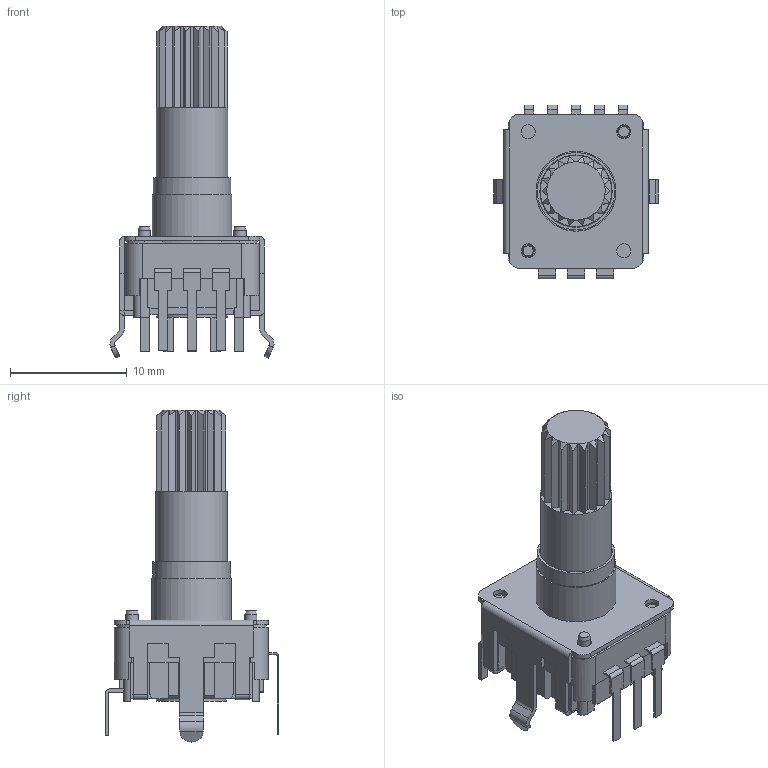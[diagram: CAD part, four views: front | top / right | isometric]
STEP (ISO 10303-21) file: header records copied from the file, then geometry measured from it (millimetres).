
FILE_DESCRIPTION(/* description */ ('STEP AP214'),/* implementation_level */ '2;1');
FILE_NAME(/* name */ '6048fe2f2665a0157de81992',/* time_stamp */ '2021-03-10T17:13:21+00:00',/* author */ (''),/* organization */ (''),/* preprocessor_version */ 'ST-DEVELOPER v18.1',/* originating_system */ ' ',/* authorisation */ ' ');
FILE_SCHEMA (('AUTOMOTIVE_DESIGN {1 0 10303 214 3 1 1}'));
Length unit declared in the file: metre
Products named in the file (2): PEL12T-4225S; DC12S24214KM02
Assembly tree (1 placements, depth 2):
  PEL12T-4225S
    DC12S24214KM02
Bounding box: 14.05 x 14.89 x 28.44 mm (x, y, z)
Volume: 1253 mm3; surface area: 2481.4 mm2
Topology: 1 solids, 1 shells, 800 faces, 2278 edges, 1477 vertices
Faces by surface type: plane 575, cylinder 210, bspline 8, cone 6, torus 1
Full cylindrical faces by diameter (mm): 0.6 x3, 1.031 x1, 1.067 x1, 1.2 x4, 1.3 x4, 5.5 x1, 6 x2, 6.1 x1, 6.2 x1, 6.4 x3, 6.625 x1, 6.849 x1, 9.2 x1, 10 x1, 10.6 x1, 10.8 x1
Entity records: 31107 total; most frequent: CARTESIAN_POINT 6423, ORIENTED_EDGE 4474, DIRECTION 4107, EDGE_CURVE 2237, LINE 1531, VECTOR 1531, VERTEX_POINT 1470, AXIS2_PLACEMENT_3D 1288
